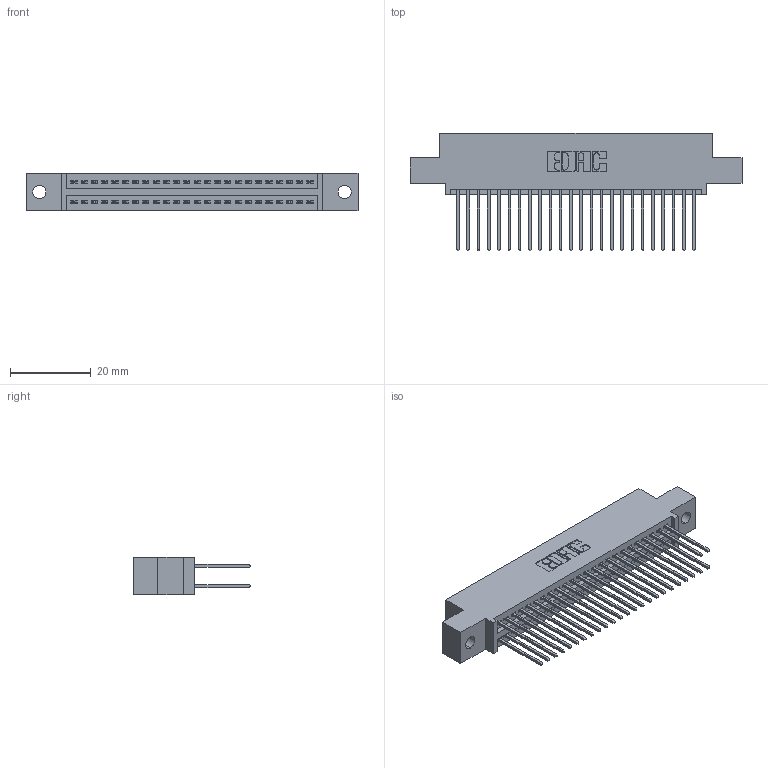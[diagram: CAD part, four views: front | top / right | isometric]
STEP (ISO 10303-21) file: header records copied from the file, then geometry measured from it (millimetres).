
FILE_DESCRIPTION (( 'STEP AP203' ), '1' );
FILE_NAME ('395-048-540-502.STEP', '2019-10-19T05:34:23', ( '' ), ( '' ), 'SwSTEP 2.0', 'SolidWorks 2016', '' );
FILE_SCHEMA (( 'CONFIG_CONTROL_DESIGN' ));
Length unit declared in the file: inch
Products named in the file (3): 345 Part_0.110 Offset - 0.128 Dia; 345-292-001_345-293-140; 395-048-540-502
Assembly tree (49 placements, depth 2):
  395-048-540-502
    345 Part_0.110 Offset - 0.128 Dia
    345-292-001_345-293-140  x48
Bounding box: 82.17 x 29.13 x 9.4 mm (x, y, z)
Volume: 7886.8 mm3; surface area: 11973.7 mm2
Topology: 49 solids, 49 shells, 2530 faces, 7505 edges, 4938 vertices
Faces by surface type: plane 1668, cylinder 862
Entity records: 21407 total; most frequent: CARTESIAN_POINT 3608, ORIENTED_EDGE 3542, DIRECTION 3203, EDGE_CURVE 1771, VECTOR 1543, LINE 1543, VERTEX_POINT 1178, AXIS2_PLACEMENT_3D 830
